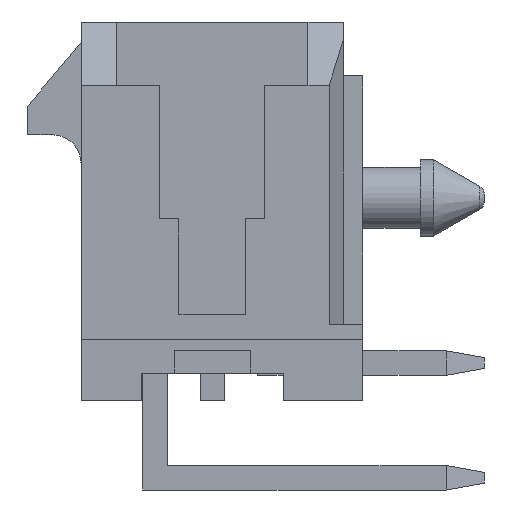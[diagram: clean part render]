
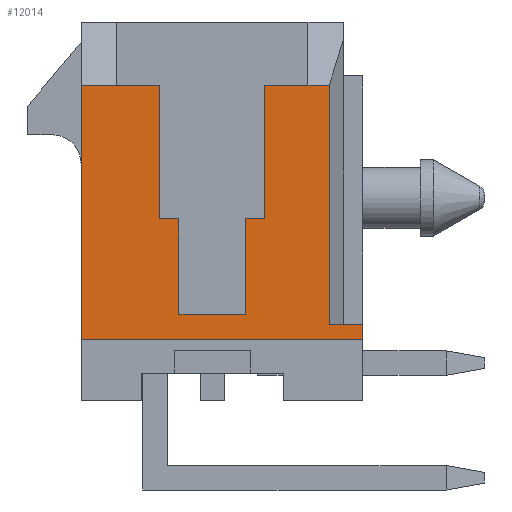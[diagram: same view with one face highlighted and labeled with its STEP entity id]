
A CAD part, left-side view. The second image highlights one B-rep face of the part: STEP entity #12014.
In plain terms, the highlighted planar face has unit normal (-1, 0, 0).
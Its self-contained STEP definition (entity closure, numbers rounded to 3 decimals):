
#1=DIRECTION('',(0.,0.,-1.));
#2=VECTOR('',#1,3.5);
#3=CARTESIAN_POINT('',(-18.325,-1.375,3.3));
#4=LINE('',#3,#2);
#5=DIRECTION('',(0.,1.,0.));
#6=VECTOR('',#5,1.125);
#7=CARTESIAN_POINT('',(-18.325,-2.5,3.3));
#8=LINE('',#7,#6);
#9=DIRECTION('',(0.,-1.,0.));
#10=VECTOR('',#9,0.555);
#11=CARTESIAN_POINT('',(-18.325,-2.5,3.3));
#12=LINE('',#11,#10);
#13=DIRECTION('',(0.,0.,-1.));
#14=VECTOR('',#13,6.26);
#15=CARTESIAN_POINT('',(-18.325,-3.055,3.3));
#16=LINE('',#15,#14);
#17=DIRECTION('',(0.,0.,-1.));
#18=VECTOR('',#17,0.4);
#19=CARTESIAN_POINT('',(-18.325,-3.935,-2.96));
#20=LINE('',#19,#18);
#21=DIRECTION('',(0.,1.,0.));
#22=VECTOR('',#21,7.37);
#23=CARTESIAN_POINT('',(-18.325,-3.935,-3.36));
#24=LINE('',#23,#22);
#25=DIRECTION('',(0.,0.,1.));
#26=VECTOR('',#25,6.66);
#27=CARTESIAN_POINT('',(-18.325,3.435,-3.36));
#28=LINE('',#27,#26);
#29=DIRECTION('',(0.,-1.,0.));
#30=VECTOR('',#29,0.935);
#31=CARTESIAN_POINT('',(-18.325,3.435,3.3));
#32=LINE('',#31,#30);
#33=DIRECTION('',(0.,1.,0.));
#34=VECTOR('',#33,1.125);
#35=CARTESIAN_POINT('',(-18.325,1.375,3.3));
#36=LINE('',#35,#34);
#37=DIRECTION('',(0.,0.,-1.));
#38=VECTOR('',#37,3.5);
#39=CARTESIAN_POINT('',(-18.325,1.375,3.3));
#40=LINE('',#39,#38);
#41=DIRECTION('',(0.,1.,0.));
#42=VECTOR('',#41,0.5);
#43=CARTESIAN_POINT('',(-18.325,0.875,-0.2));
#44=LINE('',#43,#42);
#45=DIRECTION('',(0.,0.,1.));
#46=VECTOR('',#45,2.5);
#47=CARTESIAN_POINT('',(-18.325,0.875,-2.7));
#48=LINE('',#47,#46);
#49=DIRECTION('',(0.,1.,0.));
#50=VECTOR('',#49,1.75);
#51=CARTESIAN_POINT('',(-18.325,-0.875,-2.7));
#52=LINE('',#51,#50);
#53=DIRECTION('',(0.,0.,-1.));
#54=VECTOR('',#53,2.5);
#55=CARTESIAN_POINT('',(-18.325,-0.875,-0.2));
#56=LINE('',#55,#54);
#57=DIRECTION('',(0.,1.,0.));
#58=VECTOR('',#57,0.5);
#59=CARTESIAN_POINT('',(-18.325,-1.375,-0.2));
#60=LINE('',#59,#58);
#8997=DIRECTION('',(0.,1.,0.));
#8998=VECTOR('',#8997,0.88);
#8999=CARTESIAN_POINT('',(-18.325,-3.935,-2.96));
#9000=LINE('',#8999,#8998);
#9166=CARTESIAN_POINT('',(-18.325,3.435,3.3));
#9168=VERTEX_POINT('',#9166);
#9211=CARTESIAN_POINT('',(-18.325,-3.935,-2.96));
#9212=CARTESIAN_POINT('',(-18.325,-3.055,-2.96));
#9213=VERTEX_POINT('',#9211);
#9214=VERTEX_POINT('',#9212);
#9219=CARTESIAN_POINT('',(-18.325,2.5,3.3));
#9220=VERTEX_POINT('',#9219);
#9221=CARTESIAN_POINT('',(-18.325,-2.5,3.3));
#9222=VERTEX_POINT('',#9221);
#9223=CARTESIAN_POINT('',(-18.325,-3.055,3.3));
#9224=VERTEX_POINT('',#9223);
#9463=CARTESIAN_POINT('',(-18.325,-1.375,3.3));
#9464=CARTESIAN_POINT('',(-18.325,-1.375,-0.2));
#9465=VERTEX_POINT('',#9463);
#9466=VERTEX_POINT('',#9464);
#9467=CARTESIAN_POINT('',(-18.325,-0.875,-0.2));
#9468=VERTEX_POINT('',#9467);
#9469=CARTESIAN_POINT('',(-18.325,-0.875,-2.7));
#9470=VERTEX_POINT('',#9469);
#9471=CARTESIAN_POINT('',(-18.325,0.875,-2.7));
#9472=VERTEX_POINT('',#9471);
#9473=CARTESIAN_POINT('',(-18.325,0.875,-0.2));
#9474=VERTEX_POINT('',#9473);
#9475=CARTESIAN_POINT('',(-18.325,1.375,-0.2));
#9476=VERTEX_POINT('',#9475);
#9477=CARTESIAN_POINT('',(-18.325,1.375,3.3));
#9478=VERTEX_POINT('',#9477);
#10393=CARTESIAN_POINT('',(-18.325,-3.935,-3.36));
#10394=CARTESIAN_POINT('',(-18.325,3.435,-3.36));
#10395=VERTEX_POINT('',#10393);
#10396=VERTEX_POINT('',#10394);
#11975=CARTESIAN_POINT('',(-18.325,0.,0.));
#11976=DIRECTION('',(1.,0.,0.));
#11977=DIRECTION('',(0.,0.,-1.));
#11978=AXIS2_PLACEMENT_3D('',#11975,#11976,#11977);
#11979=PLANE('',#11978);
#11981=ORIENTED_EDGE('',*,*,#11980,.F.);
#11983=ORIENTED_EDGE('',*,*,#11982,.F.);
#11985=ORIENTED_EDGE('',*,*,#11984,.T.);
#11987=ORIENTED_EDGE('',*,*,#11986,.T.);
#11989=ORIENTED_EDGE('',*,*,#11988,.F.);
#11991=ORIENTED_EDGE('',*,*,#11990,.T.);
#11993=ORIENTED_EDGE('',*,*,#11992,.T.);
#11995=ORIENTED_EDGE('',*,*,#11994,.T.);
#11997=ORIENTED_EDGE('',*,*,#11996,.T.);
#11999=ORIENTED_EDGE('',*,*,#11998,.F.);
#12001=ORIENTED_EDGE('',*,*,#12000,.T.);
#12003=ORIENTED_EDGE('',*,*,#12002,.F.);
#12005=ORIENTED_EDGE('',*,*,#12004,.F.);
#12007=ORIENTED_EDGE('',*,*,#12006,.F.);
#12009=ORIENTED_EDGE('',*,*,#12008,.F.);
#12011=ORIENTED_EDGE('',*,*,#12010,.F.);
#12012=EDGE_LOOP('',(#11981,#11983,#11985,#11987,#11989,#11991,#11993,#11995,
#11997,#11999,#12001,#12003,#12005,#12007,#12009,#12011));
#12013=FACE_OUTER_BOUND('',#12012,.F.);
#12014=ADVANCED_FACE('',(#12013),#11979,.F.);
#11980=EDGE_CURVE('',#9465,#9466,#4,.T.);
#11982=EDGE_CURVE('',#9222,#9465,#8,.T.);
#11984=EDGE_CURVE('',#9222,#9224,#12,.T.);
#11986=EDGE_CURVE('',#9224,#9214,#16,.T.);
#11988=EDGE_CURVE('',#9213,#9214,#9000,.T.);
#11990=EDGE_CURVE('',#9213,#10395,#20,.T.);
#11992=EDGE_CURVE('',#10395,#10396,#24,.T.);
#11994=EDGE_CURVE('',#10396,#9168,#28,.T.);
#11996=EDGE_CURVE('',#9168,#9220,#32,.T.);
#11998=EDGE_CURVE('',#9478,#9220,#36,.T.);
#12000=EDGE_CURVE('',#9478,#9476,#40,.T.);
#12002=EDGE_CURVE('',#9474,#9476,#44,.T.);
#12004=EDGE_CURVE('',#9472,#9474,#48,.T.);
#12006=EDGE_CURVE('',#9470,#9472,#52,.T.);
#12008=EDGE_CURVE('',#9468,#9470,#56,.T.);
#12010=EDGE_CURVE('',#9466,#9468,#60,.T.);
